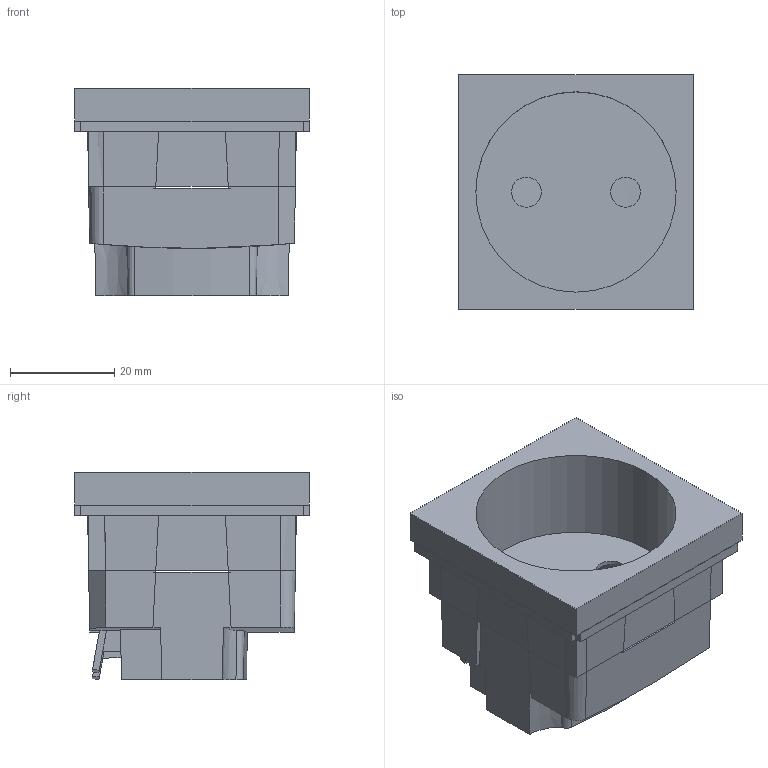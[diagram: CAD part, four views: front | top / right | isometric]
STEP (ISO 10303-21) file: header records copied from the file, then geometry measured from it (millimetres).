
FILE_DESCRIPTION (( 'STEP AP214' ), '1' );
FILE_NAME ('6120015.stp', '2021-11-03T10:02:00', ( '' ), ( '' ), 'SwSTEP 2.0', 'SolidWorks 2020', '' );
FILE_SCHEMA (( 'AUTOMOTIVE_DESIGN' ));
Length unit declared in the file: millimetre
Products named in the file (6): P_192773_5.stp; 6120009.stp; P_192773_2.stp; P_192773_4.stp; 6120015; P_192773_3_Standard.stp
Assembly tree (6 placements, depth 3):
  6120015
    6120009.stp
      P_192773_2.stp
      P_192773_3_Standard.stp
      P_192773_5.stp  x2
      P_192773_4.stp
Bounding box: 45 x 45 x 39.8 mm (x, y, z)
Volume: 26437.8 mm3; surface area: 20649.8 mm2
Topology: 5 solids, 5 shells, 139 faces, 393 edges, 256 vertices
Faces by surface type: plane 117, cylinder 15, cone 7
Full cylindrical faces by diameter (mm): 5.75 x2, 38.4 x1
Entity records: 4439 total; most frequent: CARTESIAN_POINT 984, ORIENTED_EDGE 724, DIRECTION 623, EDGE_CURVE 362, LINE 267, VECTOR 267, VERTEX_POINT 238, AXIS2_PLACEMENT_3D 178
